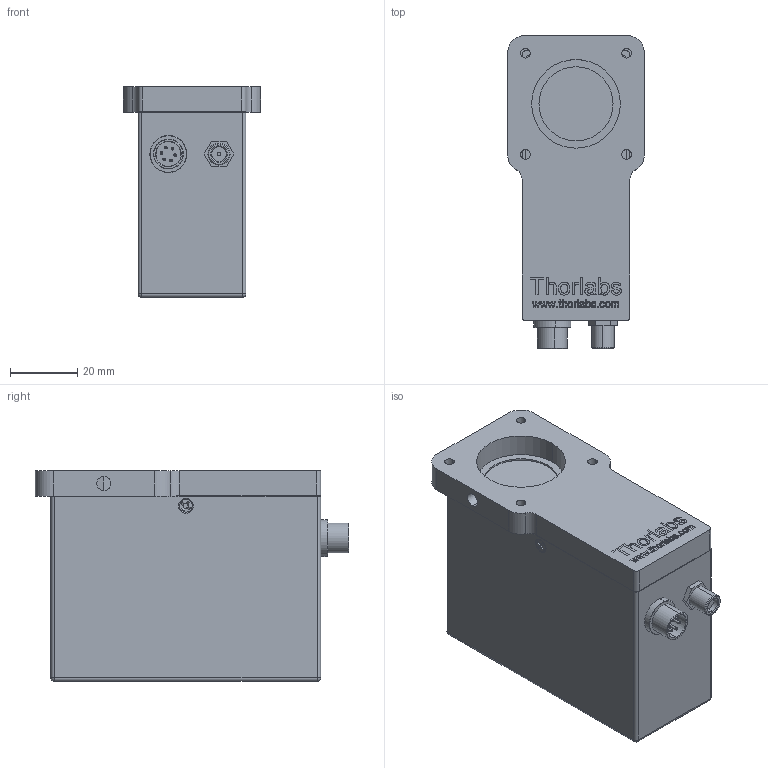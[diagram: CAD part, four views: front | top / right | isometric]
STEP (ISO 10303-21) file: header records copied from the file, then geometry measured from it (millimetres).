
FILE_DESCRIPTION (( 'STEP AP214' ), '1' );
FILE_NAME ('17494-E0W.STEP', '2016-12-19T15:12:59', ( '' ), ( '' ), 'SwSTEP 2.0', 'SolidWorks 2016', '' );
FILE_SCHEMA (( 'AUTOMOTIVE_DESIGN' ));
Length unit declared in the file: inch
Products named in the file (1): 17494-E0W
Bounding box: 40.64 x 92.92 x 62.49 mm (x, y, z)
Surface area: 23530 mm2 (no closed solid volume)
Topology: 0 solids, 41 shells, 241 faces, 1169 edges, 970 vertices
Faces by surface type: plane 102, cylinder 83, cone 34, torus 12, bspline 6, sphere 4
Entity records: 23163 total; most frequent: CARTESIAN_POINT 11507, ORIENTED_EDGE 1601, DIRECTION 1488, EDGE_CURVE 1165, VERTEX_POINT 970, LINE 566, VECTOR 566, AXIS2_PLACEMENT_3D 461
